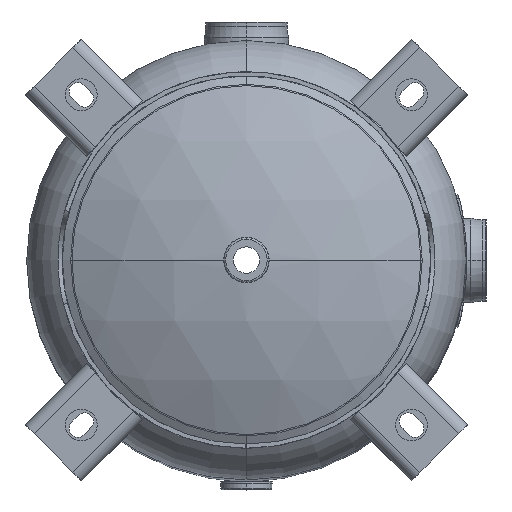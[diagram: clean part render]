
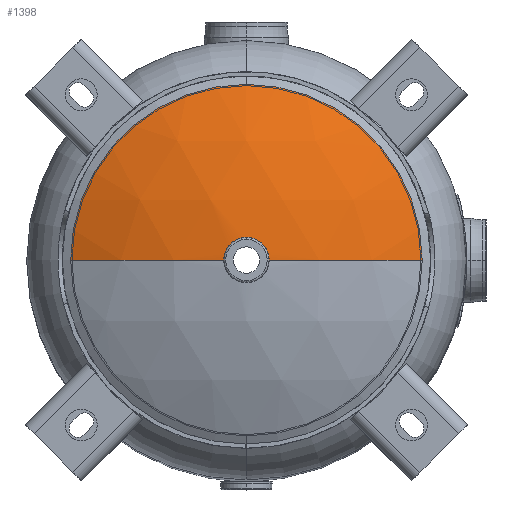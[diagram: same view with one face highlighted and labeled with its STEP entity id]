
A CAD part, top view. The second image highlights one B-rep face of the part: STEP entity #1398.
In plain terms, the highlighted spherical face has radius 320.04 mm.
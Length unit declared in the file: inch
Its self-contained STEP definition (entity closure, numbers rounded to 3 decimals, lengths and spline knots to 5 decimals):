
#1398 = ADVANCED_FACE ( 'NONE', ( #10870 ), #10872, .T. ) ;
#2526 = CARTESIAN_POINT ( 'NONE',  ( -5.6, 0., 15.18716 ) ) ;
#2529 = CARTESIAN_POINT ( 'NONE',  ( 5.6, 0., 15.18716 ) ) ;
#2533 = CARTESIAN_POINT ( 'NONE',  ( -0.5965, 0., 16.48587 ) ) ;
#2538 = CARTESIAN_POINT ( 'NONE',  ( 0.5965, 0., 16.48587 ) ) ;
#2549 = CARTESIAN_POINT ( 'NONE',  ( 0., 5.6, 15.18716 ) ) ;
#4217 = EDGE_CURVE ( 'NONE', #10360, #10340, #10690, .T. ) ;
#4218 = EDGE_CURVE ( 'NONE', #10349, #10340, #10696, .T. ) ;
#4219 = EDGE_CURVE ( 'NONE', #10344, #10337, #10688, .T. ) ;
#4252 = EDGE_CURVE ( 'NONE', #10349, #10344, #10651, .T. ) ;
#4254 = EDGE_CURVE ( 'NONE', #10337, #10360, #10645, .T. ) ;
#4968 = CARTESIAN_POINT ( 'NONE',  ( 0., 0., 16.48587 ) ) ;
#4969 = DIRECTION ( 'NONE',  ( 0., 0., 1. ) ) ;
#4970 = DIRECTION ( 'NONE',  ( -1., 0., 0. ) ) ;
#4975 = CARTESIAN_POINT ( 'NONE',  ( 0., 0., 15.18716 ) ) ;
#4976 = DIRECTION ( 'NONE',  ( 0., 0., -1. ) ) ;
#4977 = DIRECTION ( 'NONE',  ( 0., 1., 0. ) ) ;
#6508 = CARTESIAN_POINT ( 'NONE',  ( 0., 0., 15.18716 ) ) ;
#6509 = DIRECTION ( 'NONE',  ( 0., 0., -1. ) ) ;
#6510 = DIRECTION ( 'NONE',  ( 0., 1., 0. ) ) ;
#6511 = CARTESIAN_POINT ( 'NONE',  ( 0., 0., 3.9 ) ) ;
#6512 = DIRECTION ( 'NONE',  ( 0., 1., 0. ) ) ;
#6513 = DIRECTION ( 'NONE',  ( 0., 0., 1. ) ) ;
#6514 = CARTESIAN_POINT ( 'NONE',  ( 0., 0., 3.9 ) ) ;
#6515 = DIRECTION ( 'NONE',  ( 0., -1., 0. ) ) ;
#6516 = DIRECTION ( 'NONE',  ( 1., 0., 0. ) ) ;
#8794 = AXIS2_PLACEMENT_3D ( 'NONE', #10862, #10875, #10877 ) ;
#9793 = EDGE_LOOP ( 'NONE', ( #11238, #11239, #11240, #11241, #11242 ) ) ;
#10337 = VERTEX_POINT ( 'NONE', #2526 ) ;
#10340 = VERTEX_POINT ( 'NONE', #2529 ) ;
#10344 = VERTEX_POINT ( 'NONE', #2533 ) ;
#10349 = VERTEX_POINT ( 'NONE', #2538 ) ;
#10360 = VERTEX_POINT ( 'NONE', #2549 ) ;
#10638 = AXIS2_PLACEMENT_3D ( 'NONE', #4975, #4976, #4977 ) ;
#10642 = AXIS2_PLACEMENT_3D ( 'NONE', #4968, #4969, #4970 ) ;
#10645 = CIRCLE ( 'NONE', #10638, 5.6 ) ;
#10651 = CIRCLE ( 'NONE', #10642, 0.5965 ) ;
#10683 = AXIS2_PLACEMENT_3D ( 'NONE', #6514, #6515, #6516 ) ;
#10685 = AXIS2_PLACEMENT_3D ( 'NONE', #6511, #6512, #6513 ) ;
#10687 = AXIS2_PLACEMENT_3D ( 'NONE', #6508, #6509, #6510 ) ;
#10688 = CIRCLE ( 'NONE', #10683, 12.6 ) ;
#10690 = CIRCLE ( 'NONE', #10687, 5.6 ) ;
#10696 = CIRCLE ( 'NONE', #10685, 12.6 ) ;
#10862 = CARTESIAN_POINT ( 'NONE',  ( 0., 0., 3.9 ) ) ;
#10870 = FACE_OUTER_BOUND ( 'NONE', #9793, .T. ) ;
#10872 = SPHERICAL_SURFACE ( 'NONE', #8794, 12.6 ) ;
#10875 = DIRECTION ( 'NONE',  ( 0., -1., 0. ) ) ;
#10877 = DIRECTION ( 'NONE',  ( 1., 0., 0. ) ) ;
#11238 = ORIENTED_EDGE ( 'NONE', *, *, #4219, .F. ) ;
#11239 = ORIENTED_EDGE ( 'NONE', *, *, #4252, .F. ) ;
#11240 = ORIENTED_EDGE ( 'NONE', *, *, #4218, .T. ) ;
#11241 = ORIENTED_EDGE ( 'NONE', *, *, #4217, .F. ) ;
#11242 = ORIENTED_EDGE ( 'NONE', *, *, #4254, .F. ) ;
